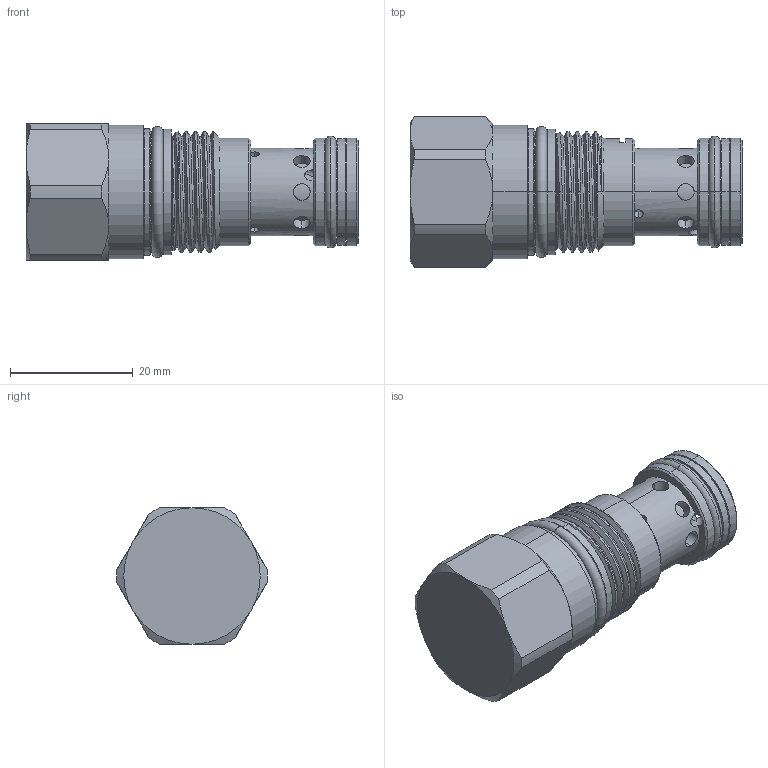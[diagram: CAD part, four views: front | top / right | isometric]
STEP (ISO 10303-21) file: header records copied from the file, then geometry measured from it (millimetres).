
FILE_DESCRIPTION (( 'STEP AP203' ), '1' );
FILE_NAME ('NC13A2020-N.STEP', '2020-04-15T06:38:16', ( '' ), ( '' ), 'SwSTEP 2.0', 'SolidWorks 2018', '' );
FILE_SCHEMA (( 'CONFIG_CONTROL_DESIGN' ));
Length unit declared in the file: millimetre
Products named in the file (1): NC13A2020-N
Bounding box: 54.08 x 24.59 x 22.22 mm (x, y, z)
Volume: 15501.1 mm3; surface area: 5934.4 mm2
Topology: 3 solids, 3 shells, 152 faces, 359 edges, 226 vertices
Faces by surface type: cylinder 89, cone 28, plane 24, torus 8, bspline 3
Entity records: 6441 total; most frequent: CARTESIAN_POINT 3021, ORIENTED_EDGE 718, DIRECTION 670, EDGE_CURVE 359, AXIS2_PLACEMENT_3D 284, VERTEX_POINT 226, EDGE_LOOP 171, FACE_OUTER_BOUND 152
